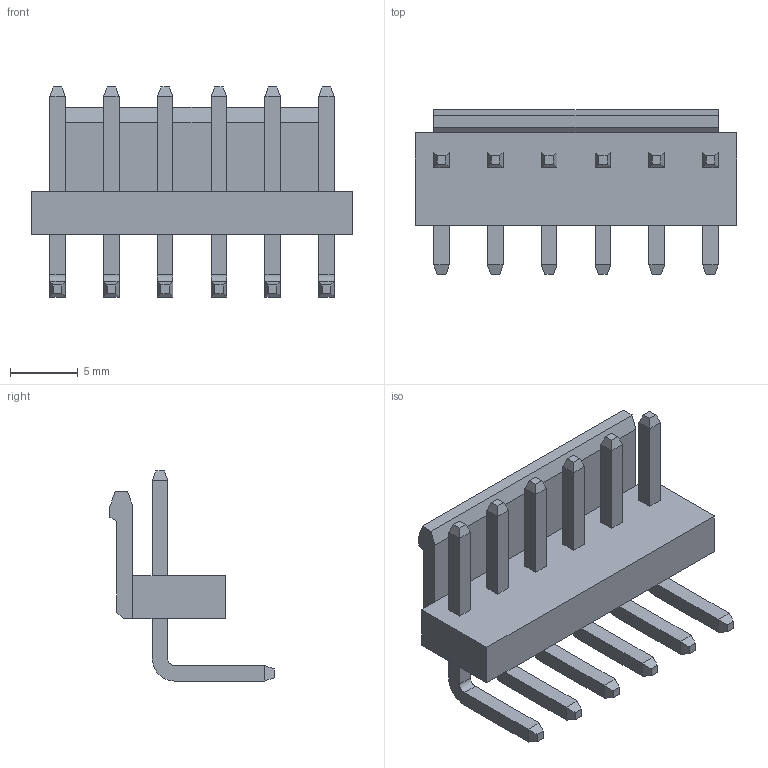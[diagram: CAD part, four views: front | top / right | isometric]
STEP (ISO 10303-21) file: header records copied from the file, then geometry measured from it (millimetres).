
FILE_DESCRIPTION (( 'STEP AP214' ), '1' );
FILE_NAME ('B6PS-VH.STEP', '2023-12-10T21:29:34', ( '' ), ( '' ), 'SwSTEP 2.0', 'SolidWorks 2021', '' );
FILE_SCHEMA (( 'AUTOMOTIVE_DESIGN' ));
Length unit declared in the file: millimetre
Products named in the file (3): BxPS-VH_6; B6PS-VH; pin^BxPS-VH ass
Assembly tree (7 placements, depth 2):
  B6PS-VH
    BxPS-VH_6
    pin^BxPS-VH ass  x6
Bounding box: 23.7 x 12.1 x 15.47 mm (x, y, z)
Volume: 910.7 mm3; surface area: 1542.9 mm2
Topology: 7 solids, 7 shells, 149 faces, 355 edges, 220 vertices
Faces by surface type: plane 137, cylinder 12
Entity records: 1947 total; most frequent: CARTESIAN_POINT 324, ORIENTED_EDGE 310, DIRECTION 297, EDGE_CURVE 155, VECTOR 151, LINE 151, VERTEX_POINT 100, AXIS2_PLACEMENT_3D 73
